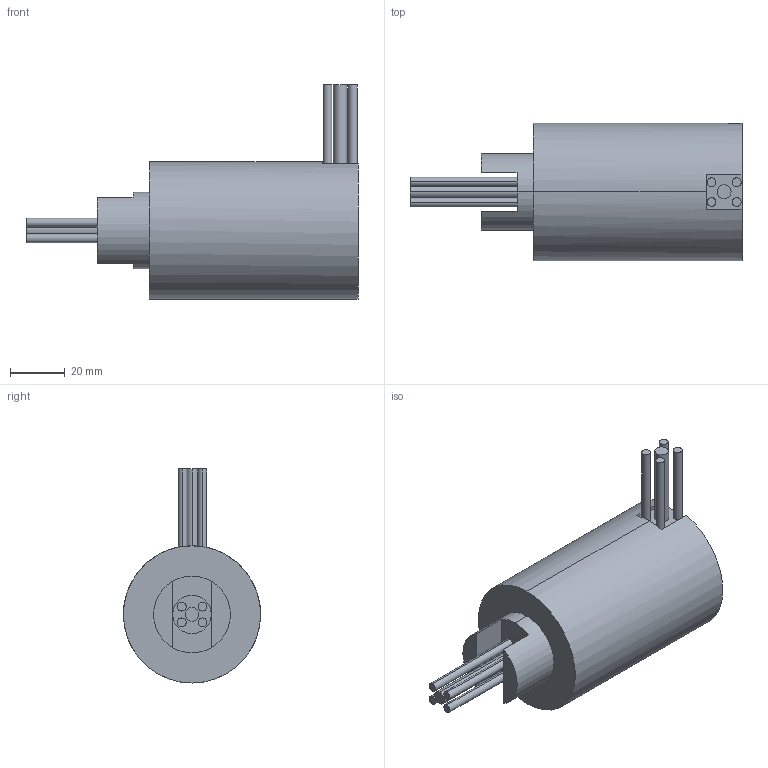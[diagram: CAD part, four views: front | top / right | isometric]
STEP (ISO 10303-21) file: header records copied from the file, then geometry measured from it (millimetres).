
FILE_DESCRIPTION(/* description */ (''),/* implementation_level */ '2;1');
FILE_NAME(/* name */ '',/* time_stamp */ '2020-07-29T20:17:38+08:00',/* author */ (''),/* organization */ (''),/* preprocessor_version */ 'ST-DEVELOPER v15',/* originating_system */ 'SIEMENS PLM Software NX 8.5',/* authorisation */ '');
FILE_SCHEMA (('AUTOMOTIVE_DESIGN { 1 0 10303 214 3 1 1 1 }'));
Length unit declared in the file: millimetre
Products named in the file (1): Admi3788512F8crx
Bounding box: 121 x 50 x 78 mm (x, y, z)
Volume: 159006.9 mm3; surface area: 21989.4 mm2
Topology: 1 solids, 1 shells, 57 faces, 126 edges, 80 vertices
Faces by surface type: cylinder 30, plane 23, cone 4
Entity records: 1633 total; most frequent: DIRECTION 306, CARTESIAN_POINT 260, ORIENTED_EDGE 244, AXIS2_PLACEMENT_3D 126, EDGE_CURVE 122, VERTEX_POINT 80, EDGE_LOOP 70, CIRCLE 68
